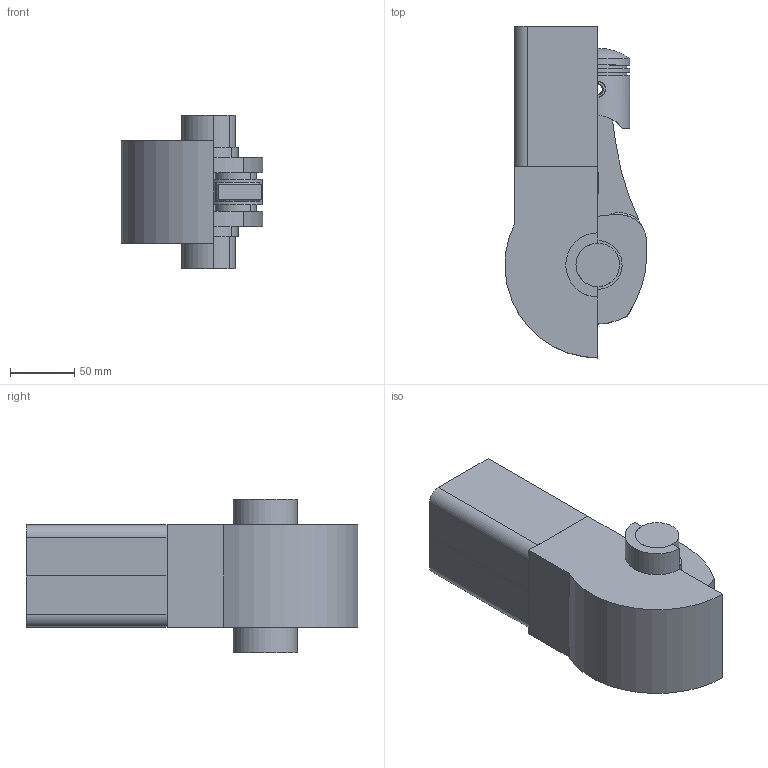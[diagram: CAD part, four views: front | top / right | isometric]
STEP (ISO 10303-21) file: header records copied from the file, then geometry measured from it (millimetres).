
FILE_DESCRIPTION(('CATIA V5 STEP Exchange'),'2;1');
FILE_NAME('Engine.stp','2020-07-02T15:57:48+00:00',('none'),('none'),'CATIA Version 5 Release 21 GA (IN-10)','CATIA V5 STEP AP214','none');
FILE_SCHEMA(('AUTOMOTIVE_DESIGN { 1 0 10303 214 1 1 1 1 }'));
Length unit declared in the file: millimetre
Products named in the file (7): Product4; Part1; upper engine; crank shaft; crank rod; Piston; gudgen pin
Assembly tree (6 placements, depth 2):
  Product4
    Part1
    upper engine
    crank shaft
    crank rod
    Piston
    gudgen pin
Bounding box: 110.84 x 259.02 x 120 mm (x, y, z)
Volume: 926032.9 mm3; surface area: 192367.5 mm2
Topology: 6 solids, 6 shells, 161 faces, 381 edges, 246 vertices
Faces by surface type: cylinder 79, plane 62, torus 20
Entity records: 4887 total; most frequent: CARTESIAN_POINT 1242, ORIENTED_EDGE 754, DIRECTION 561, EDGE_CURVE 377, AXIS2_PLACEMENT_3D 279, VERTEX_POINT 246, EDGE_LOOP 189, VECTOR 169
